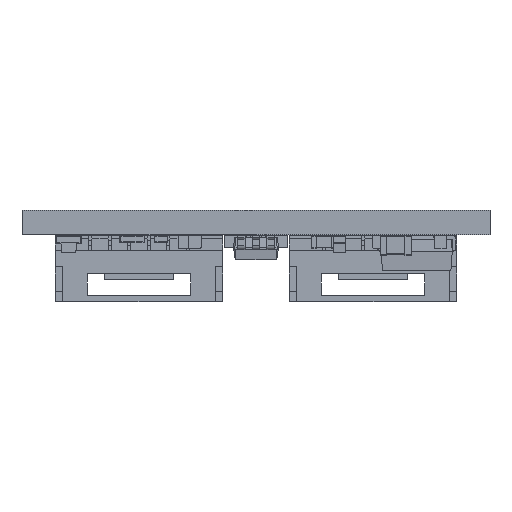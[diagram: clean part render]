
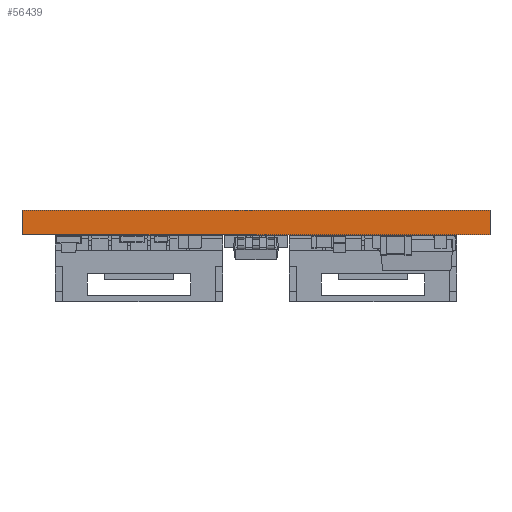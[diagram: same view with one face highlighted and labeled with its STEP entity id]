
A CAD part, left-side view. The second image highlights one B-rep face of the part: STEP entity #56439.
In plain terms, the highlighted planar face has unit normal (-1, 0, 0).
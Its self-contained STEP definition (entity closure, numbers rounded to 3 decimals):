
#51066 = PLANE('',#51067);
#51067 = AXIS2_PLACEMENT_3D('',#51068,#51069,#51070);
#51068 = CARTESIAN_POINT('',(150.594,-100.317,0.));
#51069 = DIRECTION('',(-0.,-0.,-1.));
#51070 = DIRECTION('',(-1.,0.,0.));
#51122 = PLANE('',#51123);
#51123 = AXIS2_PLACEMENT_3D('',#51124,#51125,#51126);
#51124 = CARTESIAN_POINT('',(150.594,-100.317,1.58));
#51125 = DIRECTION('',(-0.,-0.,-1.));
#51126 = DIRECTION('',(-1.,0.,0.));
#51338 = VERTEX_POINT('',#51339);
#51339 = CARTESIAN_POINT('',(135.594,-115.317,0.));
#51353 = PLANE('',#51354);
#51354 = AXIS2_PLACEMENT_3D('',#51355,#51356,#51357);
#51355 = CARTESIAN_POINT('',(165.594,-115.317,0.));
#51356 = DIRECTION('',(0.,-1.,0.));
#51357 = DIRECTION('',(-1.,0.,0.));
#51365 = EDGE_CURVE('',#51338,#51366,#51368,.T.);
#51366 = VERTEX_POINT('',#51367);
#51367 = CARTESIAN_POINT('',(135.594,-85.317,0.));
#51368 = SURFACE_CURVE('',#51369,(#51373,#51380),.PCURVE_S1.);
#51369 = LINE('',#51370,#51371);
#51370 = CARTESIAN_POINT('',(135.594,-115.317,0.));
#51371 = VECTOR('',#51372,1.);
#51372 = DIRECTION('',(0.,1.,0.));
#51373 = PCURVE('',#51066,#51374);
#51374 = DEFINITIONAL_REPRESENTATION('',(#51375),#51379);
#51375 = LINE('',#51376,#51377);
#51376 = CARTESIAN_POINT('',(15.,-15.));
#51377 = VECTOR('',#51378,1.);
#51378 = DIRECTION('',(0.,1.));
#51379 = ( GEOMETRIC_REPRESENTATION_CONTEXT(2) 
PARAMETRIC_REPRESENTATION_CONTEXT() REPRESENTATION_CONTEXT('2D SPACE',''
  ) );
#51380 = PCURVE('',#51381,#51386);
#51381 = PLANE('',#51382);
#51382 = AXIS2_PLACEMENT_3D('',#51383,#51384,#51385);
#51383 = CARTESIAN_POINT('',(135.594,-115.317,0.));
#51384 = DIRECTION('',(-1.,0.,0.));
#51385 = DIRECTION('',(0.,1.,0.));
#51386 = DEFINITIONAL_REPRESENTATION('',(#51387),#51391);
#51387 = LINE('',#51388,#51389);
#51388 = CARTESIAN_POINT('',(0.,0.));
#51389 = VECTOR('',#51390,1.);
#51390 = DIRECTION('',(1.,0.));
#51391 = ( GEOMETRIC_REPRESENTATION_CONTEXT(2) 
PARAMETRIC_REPRESENTATION_CONTEXT() REPRESENTATION_CONTEXT('2D SPACE',''
  ) );
#51409 = PLANE('',#51410);
#51410 = AXIS2_PLACEMENT_3D('',#51411,#51412,#51413);
#51411 = CARTESIAN_POINT('',(135.594,-85.317,0.));
#51412 = DIRECTION('',(0.,1.,0.));
#51413 = DIRECTION('',(1.,0.,0.));
#54103 = VERTEX_POINT('',#54104);
#54104 = CARTESIAN_POINT('',(135.594,-115.317,1.58));
#54125 = EDGE_CURVE('',#54103,#54126,#54128,.T.);
#54126 = VERTEX_POINT('',#54127);
#54127 = CARTESIAN_POINT('',(135.594,-85.317,1.58));
#54128 = SURFACE_CURVE('',#54129,(#54133,#54140),.PCURVE_S1.);
#54129 = LINE('',#54130,#54131);
#54130 = CARTESIAN_POINT('',(135.594,-115.317,1.58));
#54131 = VECTOR('',#54132,1.);
#54132 = DIRECTION('',(0.,1.,0.));
#54133 = PCURVE('',#51122,#54134);
#54134 = DEFINITIONAL_REPRESENTATION('',(#54135),#54139);
#54135 = LINE('',#54136,#54137);
#54136 = CARTESIAN_POINT('',(15.,-15.));
#54137 = VECTOR('',#54138,1.);
#54138 = DIRECTION('',(0.,1.));
#54139 = ( GEOMETRIC_REPRESENTATION_CONTEXT(2) 
PARAMETRIC_REPRESENTATION_CONTEXT() REPRESENTATION_CONTEXT('2D SPACE',''
  ) );
#54140 = PCURVE('',#51381,#54141);
#54141 = DEFINITIONAL_REPRESENTATION('',(#54142),#54146);
#54142 = LINE('',#54143,#54144);
#54143 = CARTESIAN_POINT('',(0.,-1.58));
#54144 = VECTOR('',#54145,1.);
#54145 = DIRECTION('',(1.,0.));
#54146 = ( GEOMETRIC_REPRESENTATION_CONTEXT(2) 
PARAMETRIC_REPRESENTATION_CONTEXT() REPRESENTATION_CONTEXT('2D SPACE',''
  ) );
#56417 = EDGE_CURVE('',#51366,#54126,#56418,.T.);
#56418 = SURFACE_CURVE('',#56419,(#56423,#56430),.PCURVE_S1.);
#56419 = LINE('',#56420,#56421);
#56420 = CARTESIAN_POINT('',(135.594,-85.317,0.));
#56421 = VECTOR('',#56422,1.);
#56422 = DIRECTION('',(0.,0.,1.));
#56423 = PCURVE('',#51409,#56424);
#56424 = DEFINITIONAL_REPRESENTATION('',(#56425),#56429);
#56425 = LINE('',#56426,#56427);
#56426 = CARTESIAN_POINT('',(0.,0.));
#56427 = VECTOR('',#56428,1.);
#56428 = DIRECTION('',(0.,-1.));
#56429 = ( GEOMETRIC_REPRESENTATION_CONTEXT(2) 
PARAMETRIC_REPRESENTATION_CONTEXT() REPRESENTATION_CONTEXT('2D SPACE',''
  ) );
#56430 = PCURVE('',#51381,#56431);
#56431 = DEFINITIONAL_REPRESENTATION('',(#56432),#56436);
#56432 = LINE('',#56433,#56434);
#56433 = CARTESIAN_POINT('',(30.,0.));
#56434 = VECTOR('',#56435,1.);
#56435 = DIRECTION('',(0.,-1.));
#56436 = ( GEOMETRIC_REPRESENTATION_CONTEXT(2) 
PARAMETRIC_REPRESENTATION_CONTEXT() REPRESENTATION_CONTEXT('2D SPACE',''
  ) );
#56439 = ADVANCED_FACE('',(#56440),#51381,.T.);
#56440 = FACE_BOUND('',#56441,.T.);
#56441 = EDGE_LOOP('',(#56442,#56463,#56464,#56465));
#56442 = ORIENTED_EDGE('',*,*,#56443,.T.);
#56443 = EDGE_CURVE('',#51338,#54103,#56444,.T.);
#56444 = SURFACE_CURVE('',#56445,(#56449,#56456),.PCURVE_S1.);
#56445 = LINE('',#56446,#56447);
#56446 = CARTESIAN_POINT('',(135.594,-115.317,0.));
#56447 = VECTOR('',#56448,1.);
#56448 = DIRECTION('',(0.,0.,1.));
#56449 = PCURVE('',#51381,#56450);
#56450 = DEFINITIONAL_REPRESENTATION('',(#56451),#56455);
#56451 = LINE('',#56452,#56453);
#56452 = CARTESIAN_POINT('',(0.,0.));
#56453 = VECTOR('',#56454,1.);
#56454 = DIRECTION('',(0.,-1.));
#56455 = ( GEOMETRIC_REPRESENTATION_CONTEXT(2) 
PARAMETRIC_REPRESENTATION_CONTEXT() REPRESENTATION_CONTEXT('2D SPACE',''
  ) );
#56456 = PCURVE('',#51353,#56457);
#56457 = DEFINITIONAL_REPRESENTATION('',(#56458),#56462);
#56458 = LINE('',#56459,#56460);
#56459 = CARTESIAN_POINT('',(30.,0.));
#56460 = VECTOR('',#56461,1.);
#56461 = DIRECTION('',(0.,-1.));
#56462 = ( GEOMETRIC_REPRESENTATION_CONTEXT(2) 
PARAMETRIC_REPRESENTATION_CONTEXT() REPRESENTATION_CONTEXT('2D SPACE',''
  ) );
#56463 = ORIENTED_EDGE('',*,*,#54125,.T.);
#56464 = ORIENTED_EDGE('',*,*,#56417,.F.);
#56465 = ORIENTED_EDGE('',*,*,#51365,.F.);
